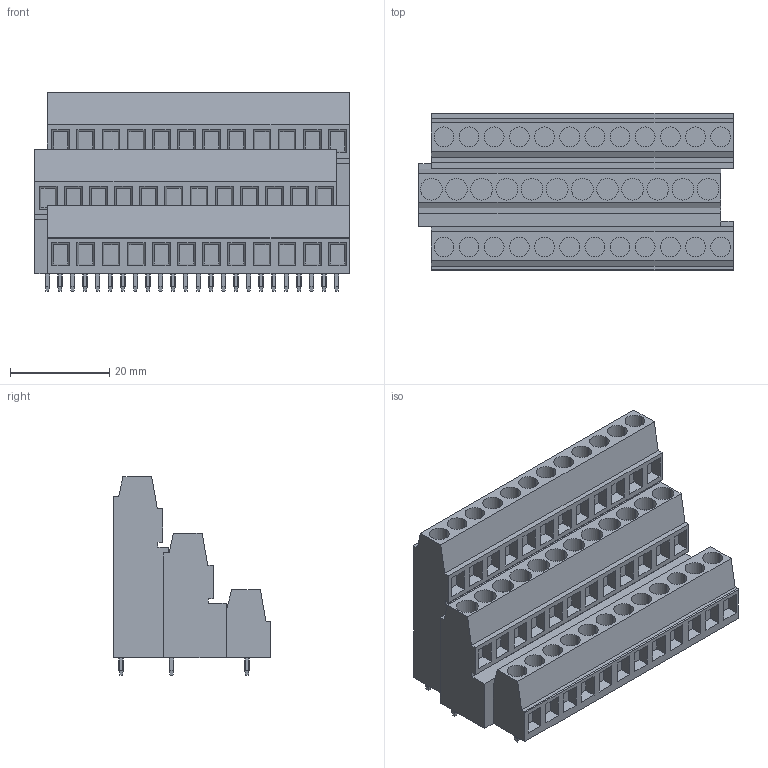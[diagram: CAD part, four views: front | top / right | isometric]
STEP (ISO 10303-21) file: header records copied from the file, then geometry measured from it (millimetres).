
FILE_DESCRIPTION(('CATIA V5 STEP','CAx-IF Rec.Pracs.--- Model Styling and Organization---1.2---2011-12-15'),'2;1');
FILE_NAME ('D1455755_0_1769720000_1769720000.stp','2018-09-08T04:14:11+00:00',('none'),('Weidmueller'),'CATIA Version 5-6 Release 2014','CATIA V5 STEP AP214','none');
FILE_SCHEMA(('AUTOMOTIVE_DESIGN { 1 0 10303 214 1 1 1 1 }'));
Length unit declared in the file: millimetre
Products named in the file (1): 1769720000
Bounding box: 63.5 x 31.8 x 40.1 mm (x, y, z)
Volume: 42096.3 mm3; surface area: 13600.6 mm2
Topology: 37 solids, 37 shells, 829 faces, 2049 edges, 1366 vertices
Faces by surface type: plane 756, cylinder 73
Entity records: 21613 total; most frequent: CARTESIAN_POINT 4114, ORIENTED_EDGE 4098, DIRECTION 2581, EDGE_CURVE 2049, VECTOR 1615, LINE 1615, VERTEX_POINT 1366, EDGE_LOOP 901
